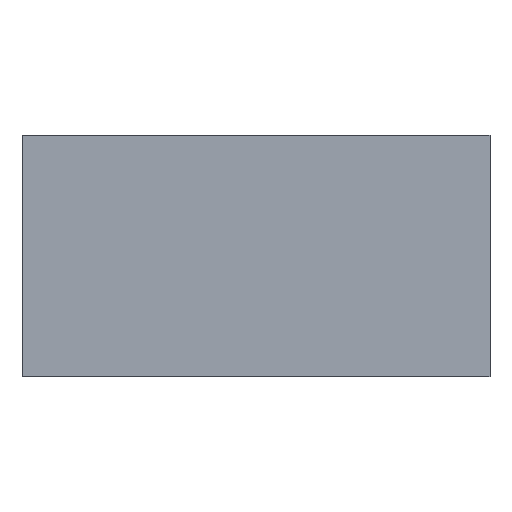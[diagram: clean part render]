
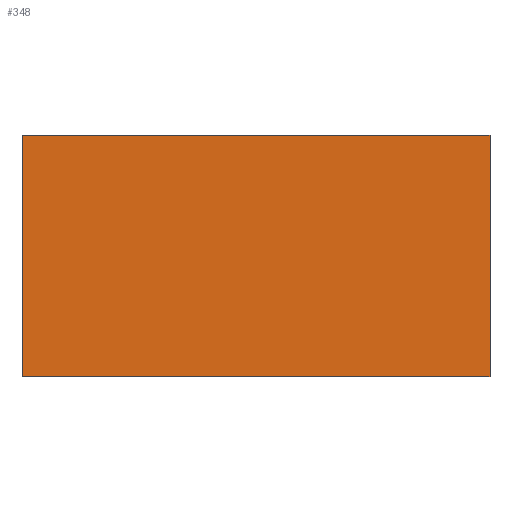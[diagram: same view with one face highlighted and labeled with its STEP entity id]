
A CAD part, front view. The second image highlights one B-rep face of the part: STEP entity #348.
In plain terms, the highlighted planar face has unit normal (0, -1, 0).
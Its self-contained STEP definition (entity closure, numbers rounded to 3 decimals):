
#66 = EDGE_CURVE ( 'NONE', #425, #194, #339, .T. ) ;
#98 = EDGE_LOOP ( 'NONE', ( #186, #246, #363, #548 ) ) ;
#109 = DIRECTION ( 'NONE',  ( 0., 0., -1. ) ) ;
#162 = AXIS2_PLACEMENT_3D ( 'NONE', #212, #361, #299 ) ;
#167 = LINE ( 'NONE', #345, #276 ) ;
#186 = ORIENTED_EDGE ( 'NONE', *, *, #488, .T. ) ;
#194 = VERTEX_POINT ( 'NONE', #533 ) ;
#200 = CARTESIAN_POINT ( 'NONE',  ( 49.98, -8.844, 31. ) ) ;
#205 = CARTESIAN_POINT ( 'NONE',  ( -10.02, -8.844, 31. ) ) ;
#210 = CARTESIAN_POINT ( 'NONE',  ( -10.02, -8.844, 0. ) ) ;
#212 = CARTESIAN_POINT ( 'NONE',  ( -10.02, -8.844, 31. ) ) ;
#229 = EDGE_CURVE ( 'NONE', #243, #346, #419, .T. ) ;
#233 = CARTESIAN_POINT ( 'NONE',  ( -10.02, -8.844, 31. ) ) ;
#243 = VERTEX_POINT ( 'NONE', #200 ) ;
#246 = ORIENTED_EDGE ( 'NONE', *, *, #229, .F. ) ;
#276 = VECTOR ( 'NONE', #428, 1000. ) ;
#287 = CARTESIAN_POINT ( 'NONE',  ( 49.98, -8.844, 31. ) ) ;
#293 = DIRECTION ( 'NONE',  ( 1., 0., 0. ) ) ;
#299 = DIRECTION ( 'NONE',  ( 0., 0., 1. ) ) ;
#307 = LINE ( 'NONE', #210, #387 ) ;
#339 = LINE ( 'NONE', #205, #404 ) ;
#345 = CARTESIAN_POINT ( 'NONE',  ( -10.02, -8.844, 31. ) ) ;
#346 = VERTEX_POINT ( 'NONE', #538 ) ;
#348 = ADVANCED_FACE ( 'NONE', ( #490 ), #517, .F. ) ;
#352 = EDGE_CURVE ( 'NONE', #425, #243, #167, .T. ) ;
#361 = DIRECTION ( 'NONE',  ( 0., 1., 0. ) ) ;
#363 = ORIENTED_EDGE ( 'NONE', *, *, #352, .F. ) ;
#374 = DIRECTION ( 'NONE',  ( 0., 0., -1. ) ) ;
#387 = VECTOR ( 'NONE', #293, 1000. ) ;
#404 = VECTOR ( 'NONE', #109, 1000. ) ;
#419 = LINE ( 'NONE', #287, #477 ) ;
#425 = VERTEX_POINT ( 'NONE', #233 ) ;
#428 = DIRECTION ( 'NONE',  ( 1., 0., 0. ) ) ;
#477 = VECTOR ( 'NONE', #374, 1000. ) ;
#488 = EDGE_CURVE ( 'NONE', #194, #346, #307, .T. ) ;
#490 = FACE_OUTER_BOUND ( 'NONE', #98, .T. ) ;
#517 = PLANE ( 'NONE',  #162 ) ;
#533 = CARTESIAN_POINT ( 'NONE',  ( -10.02, -8.844, 0. ) ) ;
#538 = CARTESIAN_POINT ( 'NONE',  ( 49.98, -8.844, 0. ) ) ;
#548 = ORIENTED_EDGE ( 'NONE', *, *, #66, .T. ) ;
